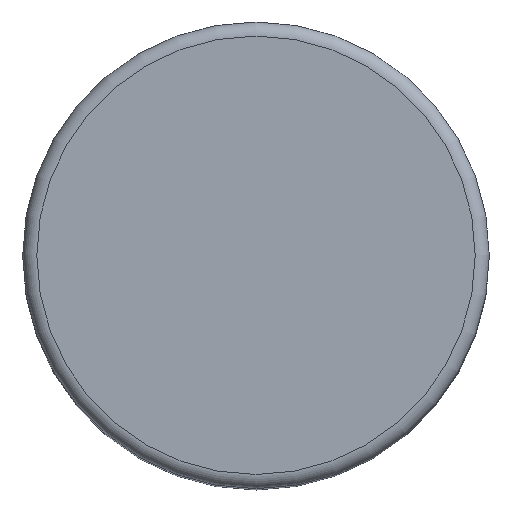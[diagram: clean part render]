
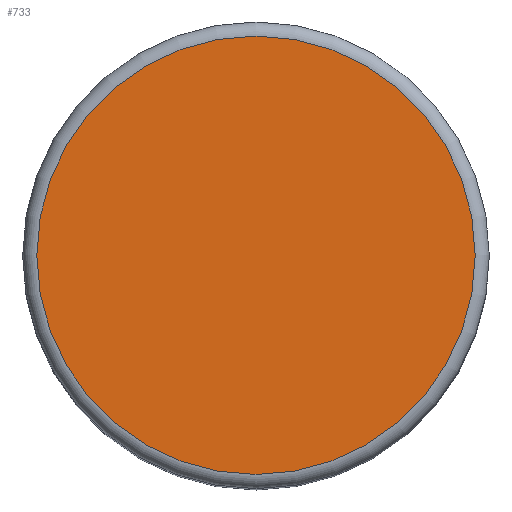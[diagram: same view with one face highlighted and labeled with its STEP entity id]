
A CAD part, top view. The second image highlights one B-rep face of the part: STEP entity #733.
In plain terms, the highlighted planar face has unit normal (0, 0, 1).
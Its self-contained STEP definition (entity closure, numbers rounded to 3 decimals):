
#26=PLANE('',#801);
#65=FACE_OUTER_BOUND('',#110,.T.);
#110=EDGE_LOOP('',(#532));
#153=CIRCLE('',#796,31.);
#317=VERTEX_POINT('',#2149);
#398=EDGE_CURVE('',#317,#317,#153,.T.);
#532=ORIENTED_EDGE('',*,*,#398,.F.);
#733=ADVANCED_FACE('',(#65),#26,.T.);
#796=AXIS2_PLACEMENT_3D('',#2150,#896,#897);
#801=AXIS2_PLACEMENT_3D('',#2158,#907,#908);
#896=DIRECTION('center_axis',(0.,0.,-1.));
#897=DIRECTION('ref_axis',(1.,0.,0.));
#907=DIRECTION('center_axis',(0.,0.,1.));
#908=DIRECTION('ref_axis',(1.,0.,0.));
#2149=CARTESIAN_POINT('',(-31.,0.,114.7));
#2150=CARTESIAN_POINT('Origin',(0.,0.,114.7));
#2158=CARTESIAN_POINT('Origin',(0.,0.,114.7));
